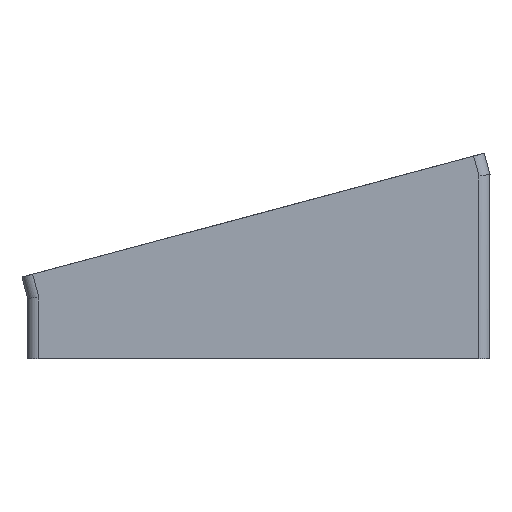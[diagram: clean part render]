
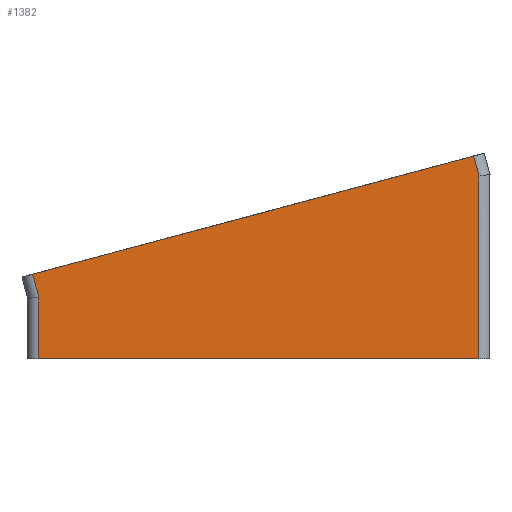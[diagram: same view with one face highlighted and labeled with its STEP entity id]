
A CAD part, left-side view. The second image highlights one B-rep face of the part: STEP entity #1382.
In plain terms, the highlighted planar face has unit normal (-1, 0, 0).
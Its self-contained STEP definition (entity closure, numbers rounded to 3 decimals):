
#100=PLANE('',#1558);
#175=FACE_OUTER_BOUND('',#277,.T.);
#277=EDGE_LOOP('',(#1260,#1261,#1262,#1263,#1264,#1265));
#349=LINE('',#2289,#461);
#358=LINE('',#2323,#470);
#359=LINE('',#2326,#471);
#361=LINE('',#2332,#473);
#364=LINE('',#2340,#476);
#369=LINE('',#2354,#481);
#461=VECTOR('',#1778,10.);
#470=VECTOR('',#1811,10.);
#471=VECTOR('',#1816,10.);
#473=VECTOR('',#1822,10.);
#476=VECTOR('',#1831,10.);
#481=VECTOR('',#1850,10.);
#637=VERTEX_POINT('',#2286);
#638=VERTEX_POINT('',#2288);
#650=VERTEX_POINT('',#2320);
#651=VERTEX_POINT('',#2322);
#652=VERTEX_POINT('',#2330);
#653=VERTEX_POINT('',#2331);
#795=EDGE_CURVE('',#637,#638,#349,.T.);
#814=EDGE_CURVE('',#650,#651,#358,.T.);
#816=EDGE_CURVE('',#651,#637,#359,.T.);
#818=EDGE_CURVE('',#652,#653,#361,.T.);
#823=EDGE_CURVE('',#638,#652,#364,.T.);
#830=EDGE_CURVE('',#650,#653,#369,.T.);
#1260=ORIENTED_EDGE('',*,*,#814,.F.);
#1261=ORIENTED_EDGE('',*,*,#830,.T.);
#1262=ORIENTED_EDGE('',*,*,#818,.F.);
#1263=ORIENTED_EDGE('',*,*,#823,.F.);
#1264=ORIENTED_EDGE('',*,*,#795,.F.);
#1265=ORIENTED_EDGE('',*,*,#816,.F.);
#1382=ADVANCED_FACE('',(#175),#100,.T.);
#1558=AXIS2_PLACEMENT_3D('',#2454,#1977,#1978);
#1778=DIRECTION('',(0.,-0.966,0.259));
#1811=DIRECTION('',(0.,0.,1.));
#1816=DIRECTION('',(0.,0.259,0.966));
#1822=DIRECTION('',(0.,0.,-1.));
#1831=DIRECTION('',(0.,-0.259,-0.966));
#1850=DIRECTION('',(0.,-1.,0.));
#1977=DIRECTION('center_axis',(-1.,0.,0.));
#1978=DIRECTION('ref_axis',(0.,-1.,0.));
#2286=CARTESIAN_POINT('',(-79.5,4.794,15.327));
#2288=CARTESIAN_POINT('',(-79.5,-75.142,36.746));
#2289=CARTESIAN_POINT('',(-79.5,6.726,14.81));
#2320=CARTESIAN_POINT('',(-79.5,3.691,0.));
#2322=CARTESIAN_POINT('',(-79.5,3.691,11.209));
#2323=CARTESIAN_POINT('',(-79.5,3.691,0.));
#2326=CARTESIAN_POINT('',(-79.5,2.391,6.357));
#2330=CARTESIAN_POINT('',(-79.5,-76.109,33.137));
#2331=CARTESIAN_POINT('',(-79.5,-76.109,0.));
#2332=CARTESIAN_POINT('',(-79.5,-76.109,0.));
#2340=CARTESIAN_POINT('',(-79.5,-77.545,27.776));
#2354=CARTESIAN_POINT('',(-79.5,5.691,0.));
#2454=CARTESIAN_POINT('Origin',(-79.5,5.691,0.));
